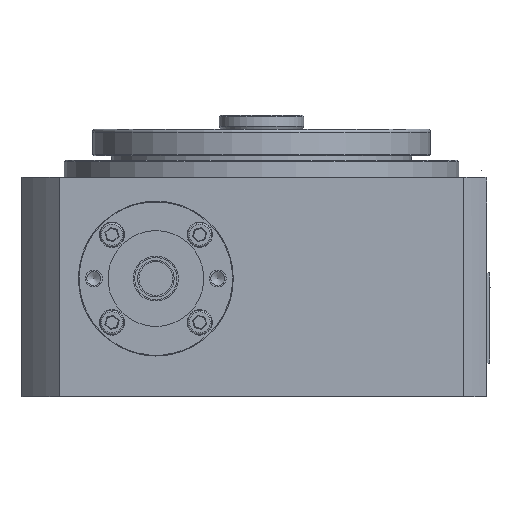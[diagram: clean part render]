
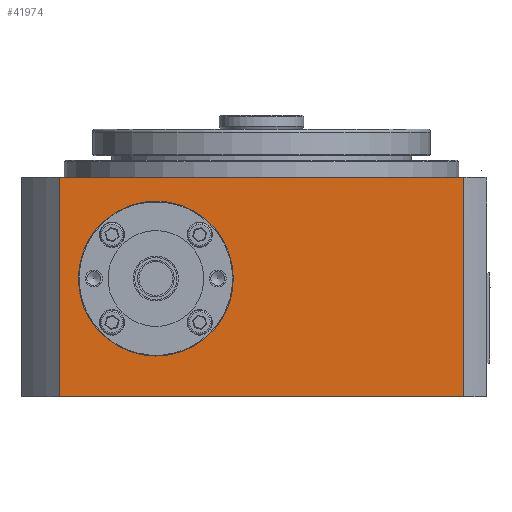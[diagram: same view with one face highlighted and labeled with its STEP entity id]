
A CAD part, front view. The second image highlights one B-rep face of the part: STEP entity #41974.
In plain terms, the highlighted planar face has unit normal (0, -1, 0).
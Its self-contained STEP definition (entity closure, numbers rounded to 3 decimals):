
#2009=LINE('',#120525,#4570);
#2291=LINE('',#123868,#4852);
#2292=LINE('',#123870,#4853);
#2293=LINE('',#123872,#4854);
#4570=VECTOR('',#48290,1000.);
#4852=VECTOR('',#48692,1000.);
#4853=VECTOR('',#48693,1000.);
#4854=VECTOR('',#48694,1000.);
#6650=PLANE('',#43832);
#7289=CIRCLE('',#43754,27.5);
#12428=ORIENTED_EDGE('',*,*,#18083,.F.);
#12429=ORIENTED_EDGE('',*,*,#17686,.T.);
#12430=ORIENTED_EDGE('',*,*,#18084,.F.);
#12431=ORIENTED_EDGE('',*,*,#18085,.F.);
#12432=ORIENTED_EDGE('',*,*,#17655,.T.);
#17655=EDGE_CURVE('',#20989,#20989,#7289,.T.);
#17686=EDGE_CURVE('',#21002,#21012,#2009,.T.);
#18083=EDGE_CURVE('',#21002,#21371,#2291,.F.);
#18084=EDGE_CURVE('',#21372,#21012,#2292,.T.);
#18085=EDGE_CURVE('',#21371,#21372,#2293,.T.);
#20989=VERTEX_POINT('',#120460);
#21002=VERTEX_POINT('',#120504);
#21012=VERTEX_POINT('',#120524);
#21371=VERTEX_POINT('',#123869);
#21372=VERTEX_POINT('',#123871);
#24826=EDGE_LOOP('',(#12428,#12429,#12430,#12431));
#24827=EDGE_LOOP('',(#12432));
#27367=FACE_BOUND('',#24826,.T.);
#27368=FACE_BOUND('',#24827,.T.);
#41974=ADVANCED_FACE('',(#27367,#27368),#6650,.T.);
#43754=AXIS2_PLACEMENT_3D('',#120459,#48229,#48230);
#43832=AXIS2_PLACEMENT_3D('',#123867,#48690,#48691);
#48229=DIRECTION('',(0.,1.,0.));
#48230=DIRECTION('',(1.,0.,0.));
#48290=DIRECTION('',(1.,0.,0.));
#48690=DIRECTION('',(0.,-1.,0.));
#48691=DIRECTION('',(1.,0.,0.));
#48692=DIRECTION('',(0.,0.,-1.));
#48693=DIRECTION('',(0.,0.,-1.));
#48694=DIRECTION('',(1.,0.,0.));
#120459=CARTESIAN_POINT('',(-37.5,-72.5,42.));
#120460=CARTESIAN_POINT('',(-10.,-72.5,42.));
#120504=CARTESIAN_POINT('',(-71.748,-72.5,0.));
#120524=CARTESIAN_POINT('',(71.748,-72.5,0.));
#120525=CARTESIAN_POINT('',(80.,-72.5,0.));
#123867=CARTESIAN_POINT('',(80.,-72.5,117.5));
#123868=CARTESIAN_POINT('',(-71.748,-72.5,166.587));
#123869=CARTESIAN_POINT('',(-71.748,-72.5,78.));
#123870=CARTESIAN_POINT('',(71.748,-72.5,166.587));
#123871=CARTESIAN_POINT('',(71.748,-72.5,78.));
#123872=CARTESIAN_POINT('',(80.,-72.5,78.));
